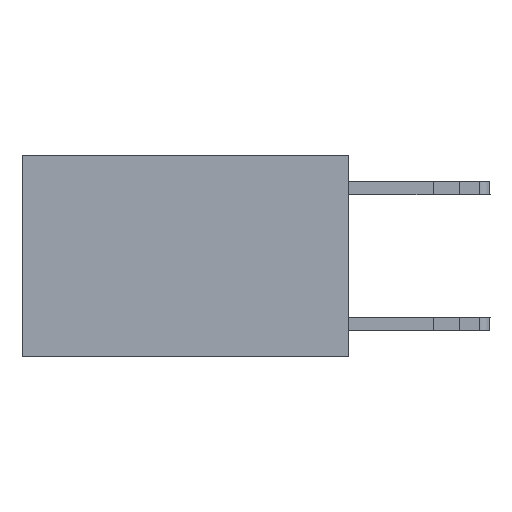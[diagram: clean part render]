
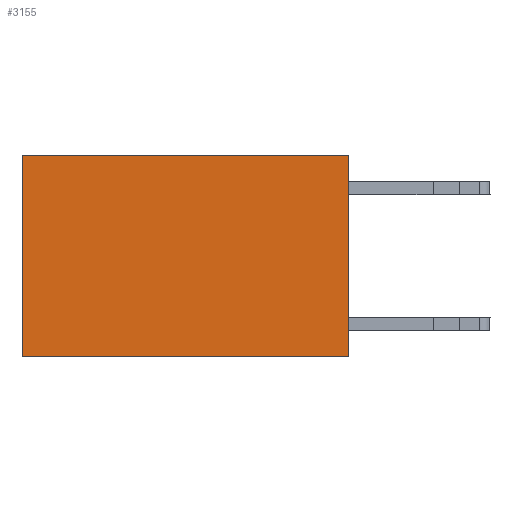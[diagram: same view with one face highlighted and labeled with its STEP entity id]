
A CAD part, left-side view. The second image highlights one B-rep face of the part: STEP entity #3155.
In plain terms, the highlighted planar face has unit normal (-1, 0, 0).
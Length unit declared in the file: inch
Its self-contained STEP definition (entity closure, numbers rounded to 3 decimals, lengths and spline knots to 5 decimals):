
#36 = CARTESIAN_POINT ( 'NONE',  ( 0.2625, 0., -0.37 ) ) ;
#423 = VECTOR ( 'NONE', #21883, 39.37008 ) ;
#1591 = VECTOR ( 'NONE', #4675, 39.37008 ) ;
#1672 = DIRECTION ( 'NONE',  ( 0., 0., -1. ) ) ;
#2659 = EDGE_LOOP ( 'NONE', ( #27114, #21528, #22557, #18389 ) ) ;
#2805 = VECTOR ( 'NONE', #5633, 39.37008 ) ;
#3096 = CARTESIAN_POINT ( 'NONE',  ( 0.2625, 0., -0.37 ) ) ;
#3155 = ADVANCED_FACE ( 'NONE', ( #5884 ), #27401, .F. ) ;
#3397 = LINE ( 'NONE', #20157, #2805 ) ;
#4675 = DIRECTION ( 'NONE',  ( 0., 0., -1. ) ) ;
#5633 = DIRECTION ( 'NONE',  ( 0., 1., 0. ) ) ;
#5683 = AXIS2_PLACEMENT_3D ( 'NONE', #8263, #16893, #1672 ) ;
#5884 = FACE_OUTER_BOUND ( 'NONE', #2659, .T. ) ;
#6916 = EDGE_CURVE ( 'NONE', #13932, #15104, #19612, .T. ) ;
#8263 = CARTESIAN_POINT ( 'NONE',  ( 0.2625, 0., 0. ) ) ;
#8460 = VERTEX_POINT ( 'NONE', #36 ) ;
#9035 = LINE ( 'NONE', #19645, #423 ) ;
#10779 = VERTEX_POINT ( 'NONE', #25324 ) ;
#10903 = CARTESIAN_POINT ( 'NONE',  ( 0.2625, 0.6, -0.37 ) ) ;
#13135 = EDGE_CURVE ( 'NONE', #10779, #8460, #9035, .T. ) ;
#13932 = VERTEX_POINT ( 'NONE', #21046 ) ;
#15104 = VERTEX_POINT ( 'NONE', #10903 ) ;
#15657 = LINE ( 'NONE', #3096, #24846 ) ;
#16893 = DIRECTION ( 'NONE',  ( 1., 0., 0. ) ) ;
#18389 = ORIENTED_EDGE ( 'NONE', *, *, #22631, .T. ) ;
#19612 = LINE ( 'NONE', #23821, #1591 ) ;
#19645 = CARTESIAN_POINT ( 'NONE',  ( 0.2625, 0., 0. ) ) ;
#20157 = CARTESIAN_POINT ( 'NONE',  ( 0.2625, 0., 0. ) ) ;
#21046 = CARTESIAN_POINT ( 'NONE',  ( 0.2625, 0.6, 0. ) ) ;
#21528 = ORIENTED_EDGE ( 'NONE', *, *, #26965, .F. ) ;
#21883 = DIRECTION ( 'NONE',  ( 0., 0., -1. ) ) ;
#22557 = ORIENTED_EDGE ( 'NONE', *, *, #13135, .F. ) ;
#22631 = EDGE_CURVE ( 'NONE', #10779, #13932, #3397, .T. ) ;
#23821 = CARTESIAN_POINT ( 'NONE',  ( 0.2625, 0.6, 0. ) ) ;
#24069 = DIRECTION ( 'NONE',  ( 0., 1., 0. ) ) ;
#24846 = VECTOR ( 'NONE', #24069, 39.37008 ) ;
#25324 = CARTESIAN_POINT ( 'NONE',  ( 0.2625, 0., 0. ) ) ;
#26965 = EDGE_CURVE ( 'NONE', #8460, #15104, #15657, .T. ) ;
#27114 = ORIENTED_EDGE ( 'NONE', *, *, #6916, .T. ) ;
#27401 = PLANE ( 'NONE',  #5683 ) ;
